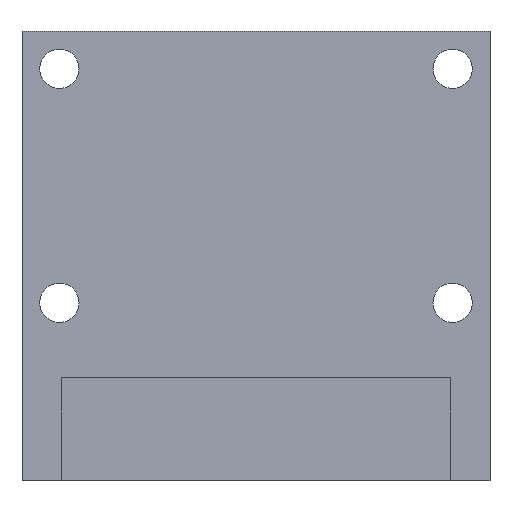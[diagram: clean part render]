
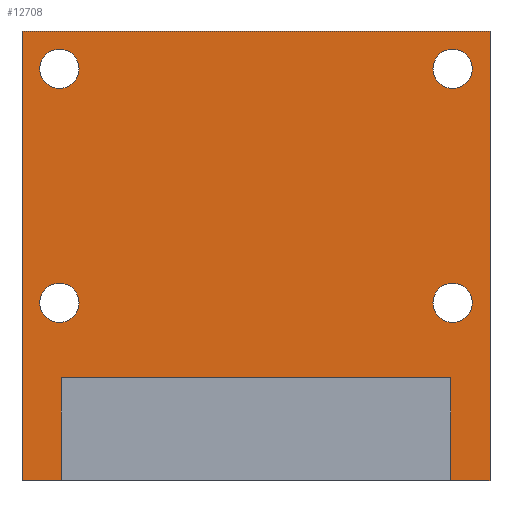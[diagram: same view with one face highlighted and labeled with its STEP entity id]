
A CAD part, front view. The second image highlights one B-rep face of the part: STEP entity #12708.
In plain terms, the highlighted planar face has unit normal (0, 1, 0).
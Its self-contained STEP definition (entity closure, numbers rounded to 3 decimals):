
#476=FACE_BOUND('',#1816,.T.);
#477=FACE_BOUND('',#1817,.T.);
#478=FACE_BOUND('',#1818,.T.);
#479=FACE_BOUND('',#1819,.T.);
#627=PLANE('',#14269);
#1317=FACE_OUTER_BOUND('',#1815,.T.);
#1815=EDGE_LOOP('',(#10240,#10241,#10242,#10243,#10244,#10245,#10246,#10247));
#1816=EDGE_LOOP('',(#10248));
#1817=EDGE_LOOP('',(#10249));
#1818=EDGE_LOOP('',(#10250));
#1819=EDGE_LOOP('',(#10251));
#2465=CIRCLE('',#14270,1.05);
#2466=CIRCLE('',#14271,1.05);
#2467=CIRCLE('',#14272,1.05);
#2468=CIRCLE('',#14273,1.05);
#3478=LINE('',#19886,#4518);
#3479=LINE('',#19888,#4519);
#3480=LINE('',#19890,#4520);
#3481=LINE('',#19892,#4521);
#3482=LINE('',#19894,#4522);
#3483=LINE('',#19896,#4523);
#3484=LINE('',#19898,#4524);
#3485=LINE('',#19899,#4525);
#4518=VECTOR('',#15817,20.8);
#4519=VECTOR('',#15818,5.5);
#4520=VECTOR('',#15819,2.1);
#4521=VECTOR('',#15820,24.);
#4522=VECTOR('',#15821,25.);
#4523=VECTOR('',#15822,24.);
#4524=VECTOR('',#15823,2.1);
#4525=VECTOR('',#15824,5.5);
#5570=VERTEX_POINT('',#19884);
#5571=VERTEX_POINT('',#19885);
#5572=VERTEX_POINT('',#19887);
#5573=VERTEX_POINT('',#19889);
#5574=VERTEX_POINT('',#19891);
#5575=VERTEX_POINT('',#19893);
#5576=VERTEX_POINT('',#19895);
#5577=VERTEX_POINT('',#19897);
#5578=VERTEX_POINT('',#19900);
#5579=VERTEX_POINT('',#19902);
#5580=VERTEX_POINT('',#19904);
#5581=VERTEX_POINT('',#19906);
#7905=EDGE_CURVE('',#5570,#5571,#3478,.T.);
#7906=EDGE_CURVE('',#5571,#5572,#3479,.T.);
#7907=EDGE_CURVE('',#5572,#5573,#3480,.T.);
#7908=EDGE_CURVE('',#5573,#5574,#3481,.T.);
#7909=EDGE_CURVE('',#5574,#5575,#3482,.T.);
#7910=EDGE_CURVE('',#5575,#5576,#3483,.T.);
#7911=EDGE_CURVE('',#5576,#5577,#3484,.T.);
#7912=EDGE_CURVE('',#5577,#5570,#3485,.T.);
#7913=EDGE_CURVE('',#5578,#5578,#2465,.T.);
#7914=EDGE_CURVE('',#5579,#5579,#2466,.T.);
#7915=EDGE_CURVE('',#5580,#5580,#2467,.T.);
#7916=EDGE_CURVE('',#5581,#5581,#2468,.T.);
#10240=ORIENTED_EDGE('',*,*,#7905,.T.);
#10241=ORIENTED_EDGE('',*,*,#7906,.T.);
#10242=ORIENTED_EDGE('',*,*,#7907,.T.);
#10243=ORIENTED_EDGE('',*,*,#7908,.T.);
#10244=ORIENTED_EDGE('',*,*,#7909,.T.);
#10245=ORIENTED_EDGE('',*,*,#7910,.T.);
#10246=ORIENTED_EDGE('',*,*,#7911,.T.);
#10247=ORIENTED_EDGE('',*,*,#7912,.T.);
#10248=ORIENTED_EDGE('',*,*,#7913,.T.);
#10249=ORIENTED_EDGE('',*,*,#7914,.T.);
#10250=ORIENTED_EDGE('',*,*,#7915,.T.);
#10251=ORIENTED_EDGE('',*,*,#7916,.T.);
#12708=ADVANCED_FACE('',(#1317,#476,#477,#478,#479),#627,.T.);
#14269=AXIS2_PLACEMENT_3D('',#19883,#15815,#15816);
#14270=AXIS2_PLACEMENT_3D('',#19901,#15825,#15826);
#14271=AXIS2_PLACEMENT_3D('',#19903,#15827,#15828);
#14272=AXIS2_PLACEMENT_3D('',#19905,#15829,#15830);
#14273=AXIS2_PLACEMENT_3D('',#19907,#15831,#15832);
#15815=DIRECTION('center_axis',(0.,1.,0.));
#15816=DIRECTION('ref_axis',(0.,0.,1.));
#15817=DIRECTION('',(1.,0.,0.));
#15818=DIRECTION('',(0.,0.,1.));
#15819=DIRECTION('',(1.,0.,0.));
#15820=DIRECTION('',(0.,0.,-1.));
#15821=DIRECTION('',(-1.,0.,0.));
#15822=DIRECTION('',(0.,0.,1.));
#15823=DIRECTION('',(1.,0.,0.));
#15824=DIRECTION('',(0.,0.,-1.));
#15825=DIRECTION('center_axis',(0.,-1.,0.));
#15826=DIRECTION('ref_axis',(0.,0.,
1.));
#15827=DIRECTION('center_axis',(0.,-1.,0.));
#15828=DIRECTION('ref_axis',(0.,0.,
1.));
#15829=DIRECTION('center_axis',(0.,-1.,0.));
#15830=DIRECTION('ref_axis',(0.,0.,
1.));
#15831=DIRECTION('center_axis',(0.,-1.,0.));
#15832=DIRECTION('ref_axis',(0.,0.,
1.));
#19883=CARTESIAN_POINT('Origin',(-12.5,-0.9,-2.5));
#19884=CARTESIAN_POINT('',(-10.4,-0.9,4.));
#19885=CARTESIAN_POINT('',(10.4,-0.9,4.));
#19886=CARTESIAN_POINT('',(-10.4,-0.9,4.));
#19887=CARTESIAN_POINT('',(10.4,-0.9,9.5));
#19888=CARTESIAN_POINT('',(10.4,-0.9,4.));
#19889=CARTESIAN_POINT('',(12.5,-0.9,9.5));
#19890=CARTESIAN_POINT('',(10.4,-0.9,9.5));
#19891=CARTESIAN_POINT('',(12.5,-0.9,-14.5));
#19892=CARTESIAN_POINT('',(12.5,-0.9,9.5));
#19893=CARTESIAN_POINT('',(-12.5,-0.9,-14.5));
#19894=CARTESIAN_POINT('',(12.5,-0.9,-14.5));
#19895=CARTESIAN_POINT('',(-12.5,-0.9,9.5));
#19896=CARTESIAN_POINT('',(-12.5,-0.9,-14.5));
#19897=CARTESIAN_POINT('',(-10.4,-0.9,9.5));
#19898=CARTESIAN_POINT('',(-12.5,-0.9,9.5));
#19899=CARTESIAN_POINT('',(-10.4,-0.9,9.5));
#19900=CARTESIAN_POINT('',(10.5,-0.9,-13.55));
#19901=CARTESIAN_POINT('Origin',(10.5,-0.9,-12.5));
#19902=CARTESIAN_POINT('',(10.5,-0.9,-1.05));
#19903=CARTESIAN_POINT('Origin',(10.5,-0.9,0.));
#19904=CARTESIAN_POINT('',(-10.5,-0.9,-1.05));
#19905=CARTESIAN_POINT('Origin',(-10.5,-0.9,0.));
#19906=CARTESIAN_POINT('',(-10.5,-0.9,-13.55));
#19907=CARTESIAN_POINT('Origin',(-10.5,-0.9,-12.5));
